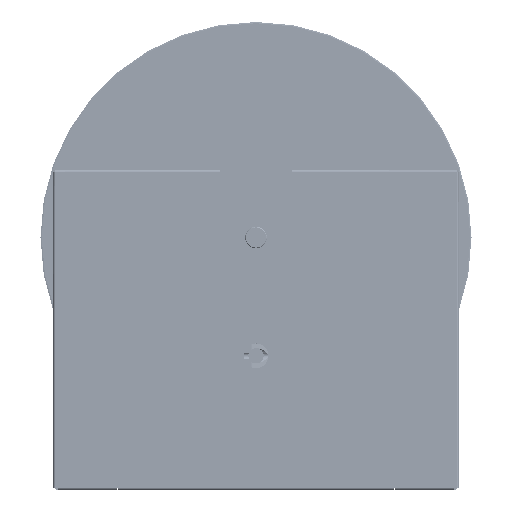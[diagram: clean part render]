
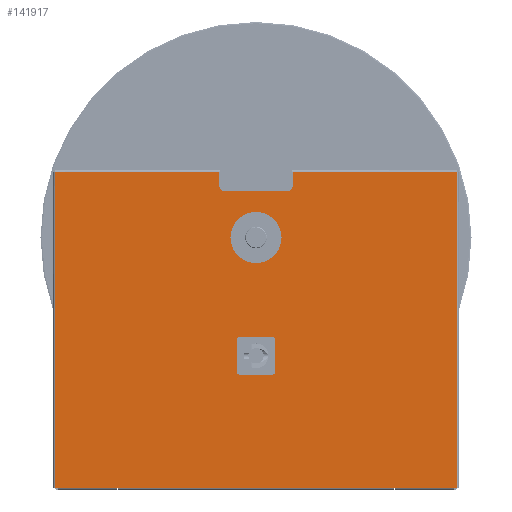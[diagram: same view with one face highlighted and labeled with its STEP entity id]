
A CAD part, front view. The second image highlights one B-rep face of the part: STEP entity #141917.
In plain terms, the highlighted planar face has unit normal (0, -1, 0).
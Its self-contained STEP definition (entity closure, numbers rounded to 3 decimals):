
#6700=LINE('',#279351,#11816);
#6703=LINE('',#279359,#11819);
#6706=LINE('',#279367,#11822);
#6708=LINE('',#279373,#11824);
#6709=LINE('',#279374,#11825);
#6710=LINE('',#279376,#11826);
#6714=LINE('',#279386,#11830);
#6717=LINE('',#279394,#11833);
#6720=LINE('',#279402,#11836);
#6723=LINE('',#279417,#11839);
#6768=LINE('',#279603,#11884);
#6788=LINE('',#279662,#11904);
#6789=LINE('',#279664,#11905);
#6790=LINE('',#279665,#11906);
#11816=VECTOR('',#169075,1000.);
#11819=VECTOR('',#169084,1000.);
#11822=VECTOR('',#169093,1000.);
#11824=VECTOR('',#169101,1000.);
#11825=VECTOR('',#169102,1000.);
#11826=VECTOR('',#169105,1000.);
#11830=VECTOR('',#169115,1000.);
#11833=VECTOR('',#169124,1000.);
#11836=VECTOR('',#169133,1000.);
#11839=VECTOR('',#169150,1000.);
#11884=VECTOR('',#169345,1000.);
#11904=VECTOR('',#169409,1000.);
#11905=VECTOR('',#169412,1000.);
#11906=VECTOR('',#169413,1000.);
#20501=PLANE('',#149585);
#49636=ORIENTED_EDGE('',*,*,#64942,.F.);
#49637=ORIENTED_EDGE('',*,*,#64940,.F.);
#49638=ORIENTED_EDGE('',*,*,#64938,.T.);
#49639=ORIENTED_EDGE('',*,*,#64936,.T.);
#49640=ORIENTED_EDGE('',*,*,#64934,.T.);
#49641=ORIENTED_EDGE('',*,*,#64932,.T.);
#49642=ORIENTED_EDGE('',*,*,#64930,.T.);
#49643=ORIENTED_EDGE('',*,*,#64927,.F.);
#49644=ORIENTED_EDGE('',*,*,#64926,.F.);
#49645=ORIENTED_EDGE('',*,*,#64924,.T.);
#49646=ORIENTED_EDGE('',*,*,#64922,.F.);
#49647=ORIENTED_EDGE('',*,*,#64920,.T.);
#49648=ORIENTED_EDGE('',*,*,#64918,.F.);
#49649=ORIENTED_EDGE('',*,*,#64916,.T.);
#49650=ORIENTED_EDGE('',*,*,#64914,.F.);
#49651=ORIENTED_EDGE('',*,*,#64912,.T.);
#49652=ORIENTED_EDGE('',*,*,#64925,.F.);
#49653=ORIENTED_EDGE('',*,*,#65062,.F.);
#49654=ORIENTED_EDGE('',*,*,#65063,.T.);
#49655=ORIENTED_EDGE('',*,*,#64947,.T.);
#49656=ORIENTED_EDGE('',*,*,#65064,.F.);
#49657=ORIENTED_EDGE('',*,*,#65031,.F.);
#49658=ORIENTED_EDGE('',*,*,#64911,.T.);
#64911=EDGE_CURVE('',#74113,#74113,#77504,.T.);
#64912=EDGE_CURVE('',#74114,#74043,#77505,.T.);
#64914=EDGE_CURVE('',#74114,#74115,#6700,.T.);
#64916=EDGE_CURVE('',#74116,#74115,#77506,.T.);
#64918=EDGE_CURVE('',#74116,#74117,#6703,.T.);
#64920=EDGE_CURVE('',#74118,#74117,#77507,.T.);
#64922=EDGE_CURVE('',#74118,#74119,#6706,.T.);
#64924=EDGE_CURVE('',#74044,#74119,#77508,.T.);
#64925=EDGE_CURVE('',#74046,#74043,#6708,.T.);
#64926=EDGE_CURVE('',#74044,#74042,#6709,.T.);
#64927=EDGE_CURVE('',#74120,#74121,#6710,.T.);
#64930=EDGE_CURVE('',#74122,#74121,#77509,.T.);
#64932=EDGE_CURVE('',#74123,#74122,#6714,.T.);
#64934=EDGE_CURVE('',#74124,#74123,#77510,.T.);
#64936=EDGE_CURVE('',#74125,#74124,#6717,.T.);
#64938=EDGE_CURVE('',#74126,#74125,#77511,.T.);
#64940=EDGE_CURVE('',#74126,#74127,#6720,.T.);
#64942=EDGE_CURVE('',#74127,#74120,#77512,.T.);
#64947=EDGE_CURVE('',#74132,#74131,#6723,.T.);
#65031=EDGE_CURVE('',#74042,#74196,#6768,.T.);
#65062=EDGE_CURVE('',#74214,#74046,#6788,.T.);
#65063=EDGE_CURVE('',#74214,#74132,#6789,.T.);
#65064=EDGE_CURVE('',#74196,#74131,#6790,.T.);
#74042=VERTEX_POINT('',#278788);
#74043=VERTEX_POINT('',#278801);
#74044=VERTEX_POINT('',#278802);
#74046=VERTEX_POINT('',#278832);
#74113=VERTEX_POINT('',#279345);
#74114=VERTEX_POINT('',#279348);
#74115=VERTEX_POINT('',#279352);
#74116=VERTEX_POINT('',#279356);
#74117=VERTEX_POINT('',#279360);
#74118=VERTEX_POINT('',#279364);
#74119=VERTEX_POINT('',#279368);
#74120=VERTEX_POINT('',#279377);
#74121=VERTEX_POINT('',#279378);
#74122=VERTEX_POINT('',#279383);
#74123=VERTEX_POINT('',#279387);
#74124=VERTEX_POINT('',#279391);
#74125=VERTEX_POINT('',#279395);
#74126=VERTEX_POINT('',#279399);
#74127=VERTEX_POINT('',#279403);
#74131=VERTEX_POINT('',#279416);
#74132=VERTEX_POINT('',#279418);
#74196=VERTEX_POINT('',#279600);
#74214=VERTEX_POINT('',#279661);
#77504=CIRCLE('',#149458,41.5);
#77505=CIRCLE('',#149460,20.);
#77506=CIRCLE('',#149463,10.);
#77507=CIRCLE('',#149466,10.);
#77508=CIRCLE('',#149469,20.);
#77509=CIRCLE('',#149473,5.);
#77510=CIRCLE('',#149476,5.);
#77511=CIRCLE('',#149479,5.);
#77512=CIRCLE('',#149482,5.);
#84561=EDGE_LOOP('',(#49636,#49637,#49638,#49639,#49640,#49641,#49642,#49643));
#84562=EDGE_LOOP('',(#49644,#49645,#49646,#49647,#49648,#49649,#49650,#49651,
#49652,#49653,#49654,#49655,#49656,#49657));
#84563=EDGE_LOOP('',(#49658));
#91792=FACE_BOUND('',#84561,.T.);
#91793=FACE_BOUND('',#84562,.T.);
#91794=FACE_BOUND('',#84563,.T.);
#141917=ADVANCED_FACE('',(#91792,#91793,#91794),#20501,.F.);
#149458=AXIS2_PLACEMENT_3D('',#279344,#169066,#169067);
#149460=AXIS2_PLACEMENT_3D('',#279347,#169070,#169071);
#149463=AXIS2_PLACEMENT_3D('',#279355,#169079,#169080);
#149466=AXIS2_PLACEMENT_3D('',#279363,#169088,#169089);
#149469=AXIS2_PLACEMENT_3D('',#279371,#169097,#169098);
#149473=AXIS2_PLACEMENT_3D('',#279382,#169110,#169111);
#149476=AXIS2_PLACEMENT_3D('',#279390,#169119,#169120);
#149479=AXIS2_PLACEMENT_3D('',#279398,#169128,#169129);
#149482=AXIS2_PLACEMENT_3D('',#279406,#169137,#169138);
#149585=AXIS2_PLACEMENT_3D('',#279663,#169410,#169411);
#169066=DIRECTION('',(0.,1.,0.));
#169067=DIRECTION('',(0.,0.,1.));
#169070=DIRECTION('',(0.,1.,0.));
#169071=DIRECTION('',(0.,0.,-1.));
#169075=DIRECTION('',(0.,0.,-1.));
#169079=DIRECTION('',(0.,1.,0.));
#169080=DIRECTION('',(0.,0.,1.));
#169084=DIRECTION('',(1.,0.,0.));
#169088=DIRECTION('',(0.,1.,0.));
#169089=DIRECTION('',(0.,0.,1.));
#169093=DIRECTION('',(0.,0.,1.));
#169097=DIRECTION('',(0.,1.,0.));
#169098=DIRECTION('',(0.,0.,-1.));
#169101=DIRECTION('',(1.,0.,0.));
#169102=DIRECTION('',(1.,0.,0.));
#169105=DIRECTION('',(0.,0.,1.));
#169110=DIRECTION('',(0.,1.,0.));
#169111=DIRECTION('',(0.,0.,1.));
#169115=DIRECTION('',(1.,0.,0.));
#169119=DIRECTION('',(0.,1.,0.));
#169120=DIRECTION('',(0.,0.,1.));
#169124=DIRECTION('',(0.,0.,1.));
#169128=DIRECTION('',(0.,1.,0.));
#169129=DIRECTION('',(0.,0.,1.));
#169133=DIRECTION('',(1.,0.,0.));
#169137=DIRECTION('',(0.,-1.,0.));
#169138=DIRECTION('',(1.,0.,0.));
#169150=DIRECTION('',(1.,0.,0.));
#169345=DIRECTION('',(0.,0.,-1.));
#169409=DIRECTION('',(0.,0.,1.));
#169410=DIRECTION('',(0.,1.,0.));
#169411=DIRECTION('',(0.,0.,1.));
#169412=DIRECTION('',(1.,0.,0.));
#169413=DIRECTION('',(-1.,0.,0.));
#278788=CARTESIAN_POINT('',(325.7,0.,516.2));
#278801=CARTESIAN_POINT('',(-59.341,0.,516.2));
#278802=CARTESIAN_POINT('',(59.341,0.,516.2));
#278832=CARTESIAN_POINT('',(-325.7,0.,516.2));
#279344=CARTESIAN_POINT('',(0.,0.,410.));
#279345=CARTESIAN_POINT('',(0.,0.,451.5));
#279347=CARTESIAN_POINT('',(-40.,0.,511.108));
#279348=CARTESIAN_POINT('',(-60.,0.,511.108));
#279351=CARTESIAN_POINT('',(-60.,0.,520.));
#279352=CARTESIAN_POINT('',(-60.,0.,495.));
#279355=CARTESIAN_POINT('',(-50.,0.,495.));
#279356=CARTESIAN_POINT('',(-50.,0.,485.));
#279359=CARTESIAN_POINT('',(329.5,0.,485.));
#279360=CARTESIAN_POINT('',(50.,0.,485.));
#279363=CARTESIAN_POINT('',(50.,0.,495.));
#279364=CARTESIAN_POINT('',(60.,0.,495.));
#279367=CARTESIAN_POINT('',(60.,0.,520.));
#279368=CARTESIAN_POINT('',(60.,0.,511.108));
#279371=CARTESIAN_POINT('',(40.,0.,511.108));
#279373=CARTESIAN_POINT('',(-325.7,0.,516.2));
#279374=CARTESIAN_POINT('',(-325.7,0.,516.2));
#279376=CARTESIAN_POINT('',(31.,0.,187.));
#279377=CARTESIAN_POINT('',(31.,0.,192.));
#279378=CARTESIAN_POINT('',(31.,0.,244.));
#279382=CARTESIAN_POINT('',(26.,0.,244.));
#279383=CARTESIAN_POINT('',(26.,0.,249.));
#279386=CARTESIAN_POINT('',(329.5,0.,249.));
#279387=CARTESIAN_POINT('',(-26.,0.,249.));
#279390=CARTESIAN_POINT('',(-26.,0.,244.));
#279391=CARTESIAN_POINT('',(-31.,0.,244.));
#279394=CARTESIAN_POINT('',(-31.,0.,520.));
#279395=CARTESIAN_POINT('',(-31.,0.,192.));
#279398=CARTESIAN_POINT('',(-26.,0.,192.));
#279399=CARTESIAN_POINT('',(-26.,0.,187.));
#279402=CARTESIAN_POINT('',(-31.,0.,187.));
#279403=CARTESIAN_POINT('',(26.,0.,187.));
#279406=CARTESIAN_POINT('',(26.,0.,192.));
#279416=CARTESIAN_POINT('',(224.5,0.,3.8));
#279417=CARTESIAN_POINT('',(325.7,0.,3.8));
#279418=CARTESIAN_POINT('',(-224.5,0.,3.8));
#279600=CARTESIAN_POINT('',(325.7,0.,3.8));
#279603=CARTESIAN_POINT('',(325.7,0.,516.2));
#279661=CARTESIAN_POINT('',(-325.7,0.,3.8));
#279662=CARTESIAN_POINT('',(-325.7,0.,3.8));
#279663=CARTESIAN_POINT('',(329.5,0.,520.));
#279664=CARTESIAN_POINT('',(325.7,0.,3.8));
#279665=CARTESIAN_POINT('',(364.5,0.,3.8));
